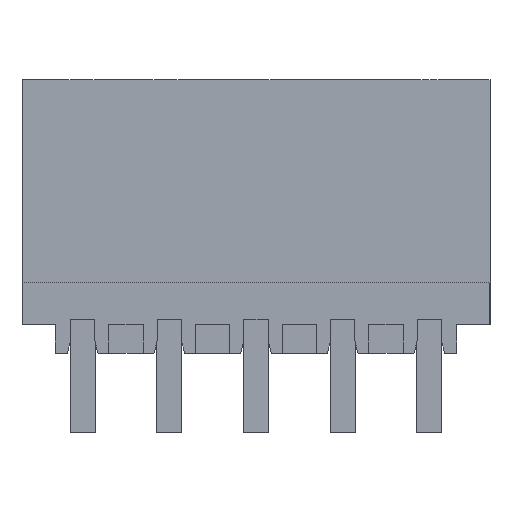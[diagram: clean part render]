
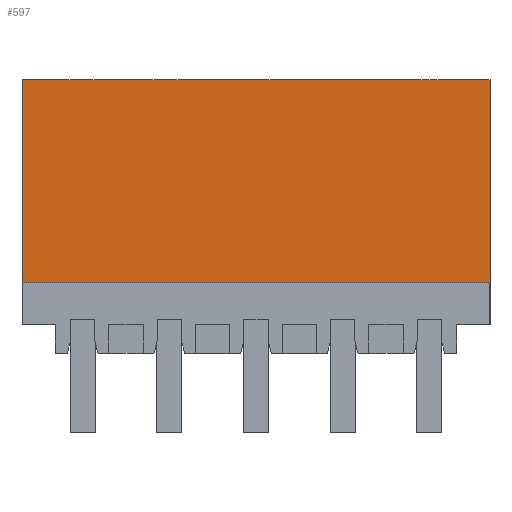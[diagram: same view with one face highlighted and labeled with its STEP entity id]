
A CAD part, front view. The second image highlights one B-rep face of the part: STEP entity #597.
In plain terms, the highlighted planar face has unit normal (0, -1, 0).
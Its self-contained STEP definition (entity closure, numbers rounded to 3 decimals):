
#577=AXIS2_PLACEMENT_3D('Plane Axis2P3D',#574,#575,#576) ;
#49=CARTESIAN_POINT('Vertex',(0.,0.,6.05)) ;
#52=CARTESIAN_POINT('Line Origine',(0.,0.,10.15)) ;
#56=CARTESIAN_POINT('Vertex',(0.,0.,14.25)) ;
#559=CARTESIAN_POINT('Vertex',(18.9,0.,6.05)) ;
#562=CARTESIAN_POINT('Line Origine',(9.45,0.,6.05)) ;
#574=CARTESIAN_POINT('Axis2P3D Location',(3.5,0.,14.25)) ;
#579=CARTESIAN_POINT('Line Origine',(18.9,0.,10.15)) ;
#583=CARTESIAN_POINT('Vertex',(18.9,0.,14.25)) ;
#586=CARTESIAN_POINT('Line Origine',(9.45,0.,14.25)) ;
#53=DIRECTION('Vector Direction',(0.,0.,-1.)) ;
#563=DIRECTION('Vector Direction',(1.,0.,0.)) ;
#575=DIRECTION('Axis2P3D Direction',(0.,-1.,0.)) ;
#576=DIRECTION('Axis2P3D XDirection',(0.,0.,-1.)) ;
#580=DIRECTION('Vector Direction',(0.,0.,-1.)) ;
#587=DIRECTION('Vector Direction',(1.,0.,0.)) ;
#54=VECTOR('Line Direction',#53,1.) ;
#564=VECTOR('Line Direction',#563,1.) ;
#581=VECTOR('Line Direction',#580,1.) ;
#588=VECTOR('Line Direction',#587,1.) ;
#592=ORIENTED_EDGE('',*,*,#58,.F.) ;
#593=ORIENTED_EDGE('',*,*,#566,.F.) ;
#594=ORIENTED_EDGE('',*,*,#585,.F.) ;
#595=ORIENTED_EDGE('',*,*,#590,.F.) ;
#597=ADVANCED_FACE('HOUSING',(#596),#578,.T.) ;
#58=EDGE_CURVE('',#50,#57,#55,.F.) ;
#566=EDGE_CURVE('',#560,#50,#565,.F.) ;
#585=EDGE_CURVE('',#584,#560,#582,.T.) ;
#590=EDGE_CURVE('',#57,#584,#589,.T.) ;
#591=EDGE_LOOP('',(#592,#593,#594,#595)) ;
#596=FACE_OUTER_BOUND('',#591,.T.) ;
#55=LINE('Line',#52,#54) ;
#565=LINE('Line',#562,#564) ;
#582=LINE('Line',#579,#581) ;
#589=LINE('Line',#586,#588) ;
#578=PLANE('',#577) ;
#50=VERTEX_POINT('',#49) ;
#57=VERTEX_POINT('',#56) ;
#560=VERTEX_POINT('',#559) ;
#584=VERTEX_POINT('',#583) ;
